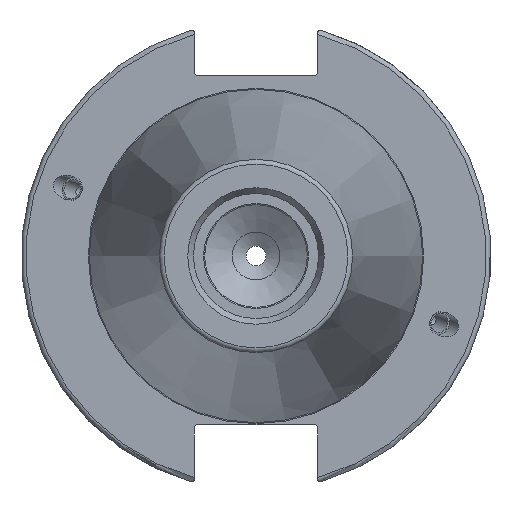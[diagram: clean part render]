
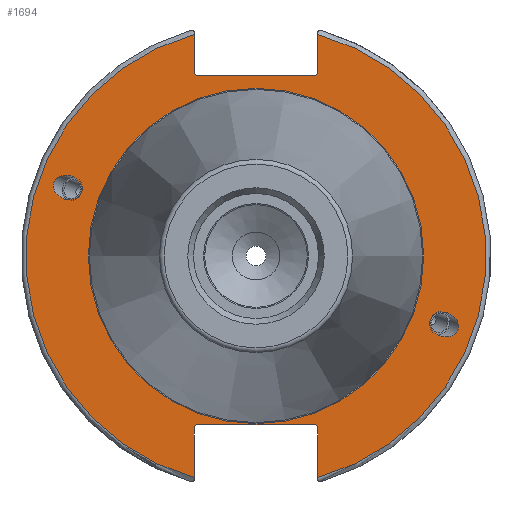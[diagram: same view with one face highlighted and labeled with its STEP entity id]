
A CAD part, left-side view. The second image highlights one B-rep face of the part: STEP entity #1694.
In plain terms, the highlighted planar face has unit normal (-1, 0, 0).
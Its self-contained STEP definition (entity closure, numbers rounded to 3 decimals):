
#31=ELLIPSE('',#1825,3.052,2.5);
#32=ELLIPSE('',#1864,3.052,2.5);
#147=LINE('',#3152,#242);
#148=LINE('',#3154,#243);
#149=LINE('',#3156,#244);
#150=LINE('',#3158,#245);
#151=LINE('',#3160,#246);
#152=LINE('',#3164,#247);
#153=LINE('',#3166,#248);
#154=LINE('',#3168,#249);
#155=LINE('',#3170,#250);
#156=LINE('',#3171,#251);
#242=VECTOR('',#2261,10.);
#243=VECTOR('',#2262,10.);
#244=VECTOR('',#2263,10.);
#245=VECTOR('',#2264,10.);
#246=VECTOR('',#2265,10.);
#247=VECTOR('',#2268,10.);
#248=VECTOR('',#2269,10.);
#249=VECTOR('',#2270,10.);
#250=VECTOR('',#2271,10.);
#251=VECTOR('',#2272,10.);
#318=FACE_BOUND('',#509,.T.);
#319=FACE_BOUND('',#510,.T.);
#320=FACE_BOUND('',#511,.T.);
#336=PLANE('',#1882);
#405=FACE_OUTER_BOUND('',#508,.T.);
#508=EDGE_LOOP('',(#1382,#1383,#1384,#1385,#1386,#1387,#1388,#1389,#1390,
#1391,#1392,#1393));
#509=EDGE_LOOP('',(#1394));
#510=EDGE_LOOP('',(#1395));
#511=EDGE_LOOP('',(#1396,#1397));
#632=CIRCLE('',#1878,35.125);
#633=CIRCLE('',#1879,35.125);
#636=CIRCLE('',#1883,48.213);
#637=CIRCLE('',#1884,48.213);
#736=VERTEX_POINT('',#2805);
#781=VERTEX_POINT('',#3112);
#790=VERTEX_POINT('',#3139);
#791=VERTEX_POINT('',#3141);
#793=VERTEX_POINT('',#3148);
#794=VERTEX_POINT('',#3149);
#795=VERTEX_POINT('',#3151);
#796=VERTEX_POINT('',#3153);
#797=VERTEX_POINT('',#3155);
#798=VERTEX_POINT('',#3157);
#799=VERTEX_POINT('',#3159);
#800=VERTEX_POINT('',#3161);
#801=VERTEX_POINT('',#3163);
#802=VERTEX_POINT('',#3165);
#803=VERTEX_POINT('',#3167);
#804=VERTEX_POINT('',#3169);
#937=EDGE_CURVE('',#736,#736,#31,.T.);
#995=EDGE_CURVE('',#781,#781,#32,.T.);
#1008=EDGE_CURVE('',#790,#791,#632,.T.);
#1009=EDGE_CURVE('',#791,#790,#633,.T.);
#1012=EDGE_CURVE('',#793,#794,#636,.T.);
#1013=EDGE_CURVE('',#793,#795,#147,.T.);
#1014=EDGE_CURVE('',#796,#795,#148,.T.);
#1015=EDGE_CURVE('',#796,#797,#149,.T.);
#1016=EDGE_CURVE('',#798,#797,#150,.T.);
#1017=EDGE_CURVE('',#798,#799,#151,.T.);
#1018=EDGE_CURVE('',#800,#799,#637,.T.);
#1019=EDGE_CURVE('',#800,#801,#152,.T.);
#1020=EDGE_CURVE('',#802,#801,#153,.T.);
#1021=EDGE_CURVE('',#802,#803,#154,.T.);
#1022=EDGE_CURVE('',#804,#803,#155,.T.);
#1023=EDGE_CURVE('',#804,#794,#156,.T.);
#1382=ORIENTED_EDGE('',*,*,#1012,.F.);
#1383=ORIENTED_EDGE('',*,*,#1013,.T.);
#1384=ORIENTED_EDGE('',*,*,#1014,.F.);
#1385=ORIENTED_EDGE('',*,*,#1015,.T.);
#1386=ORIENTED_EDGE('',*,*,#1016,.F.);
#1387=ORIENTED_EDGE('',*,*,#1017,.T.);
#1388=ORIENTED_EDGE('',*,*,#1018,.F.);
#1389=ORIENTED_EDGE('',*,*,#1019,.T.);
#1390=ORIENTED_EDGE('',*,*,#1020,.F.);
#1391=ORIENTED_EDGE('',*,*,#1021,.T.);
#1392=ORIENTED_EDGE('',*,*,#1022,.F.);
#1393=ORIENTED_EDGE('',*,*,#1023,.T.);
#1394=ORIENTED_EDGE('',*,*,#937,.T.);
#1395=ORIENTED_EDGE('',*,*,#995,.T.);
#1396=ORIENTED_EDGE('',*,*,#1009,.F.);
#1397=ORIENTED_EDGE('',*,*,#1008,.F.);
#1694=ADVANCED_FACE('',(#405,#318,#319,#320),#336,.T.);
#1825=AXIS2_PLACEMENT_3D('',#2807,#2123,#2124);
#1864=AXIS2_PLACEMENT_3D('',#3114,#2217,#2218);
#1878=AXIS2_PLACEMENT_3D('',#3142,#2249,#2250);
#1879=AXIS2_PLACEMENT_3D('',#3143,#2251,#2252);
#1882=AXIS2_PLACEMENT_3D('',#3147,#2257,#2258);
#1883=AXIS2_PLACEMENT_3D('',#3150,#2259,#2260);
#1884=AXIS2_PLACEMENT_3D('',#3162,#2266,#2267);
#2123=DIRECTION('center_axis',(1.,0.,0.));
#2124=DIRECTION('ref_axis',(0.,-0.94,-0.342));
#2217=DIRECTION('center_axis',(1.,0.,0.));
#2218=DIRECTION('ref_axis',(0.,0.94,0.342));
#2249=DIRECTION('center_axis',(-1.,0.,0.));
#2250=DIRECTION('ref_axis',(0.,-1.,0.));
#2251=DIRECTION('center_axis',(-1.,0.,0.));
#2252=DIRECTION('ref_axis',(0.,-1.,0.));
#2257=DIRECTION('center_axis',(-1.,0.,0.));
#2258=DIRECTION('ref_axis',(0.,0.,1.));
#2259=DIRECTION('center_axis',(1.,0.,0.));
#2260=DIRECTION('ref_axis',(0.,-1.,0.));
#2261=DIRECTION('',(0.,0.,-1.));
#2262=DIRECTION('',(0.,-0.707,0.707));
#2263=DIRECTION('',(0.,1.,0.));
#2264=DIRECTION('',(0.,-0.707,-0.707));
#2265=DIRECTION('',(0.,0.,1.));
#2266=DIRECTION('center_axis',(1.,0.,0.));
#2267=DIRECTION('ref_axis',(0.,1.,0.));
#2268=DIRECTION('',(0.,0.,1.));
#2269=DIRECTION('',(0.,0.707,-0.707));
#2270=DIRECTION('',(0.,-1.,0.));
#2271=DIRECTION('',(0.,0.707,0.707));
#2272=DIRECTION('',(0.,0.,-1.));
#2805=CARTESIAN_POINT('',(3.175,-36.599,-13.321));
#2807=CARTESIAN_POINT('Origin',(3.175,-39.467,-14.365));
#3112=CARTESIAN_POINT('',(3.175,36.599,13.321));
#3114=CARTESIAN_POINT('Origin',(3.175,39.467,14.365));
#3139=CARTESIAN_POINT('',(3.175,0.,35.125));
#3141=CARTESIAN_POINT('',(3.175,35.125,0.));
#3142=CARTESIAN_POINT('Origin',(3.175,0.,0.));
#3143=CARTESIAN_POINT('Origin',(3.175,0.,0.));
#3147=CARTESIAN_POINT('Origin',(3.175,49.213,0.));
#3148=CARTESIAN_POINT('',(3.175,-12.95,46.441));
#3149=CARTESIAN_POINT('',(3.175,-12.95,-46.441));
#3150=CARTESIAN_POINT('Origin',(3.175,0.,0.));
#3151=CARTESIAN_POINT('',(3.175,-12.95,38.219));
#3152=CARTESIAN_POINT('',(3.175,-12.95,18.86));
#3153=CARTESIAN_POINT('',(3.175,-12.45,37.719));
#3154=CARTESIAN_POINT('',(3.175,12.27,12.999));
#3155=CARTESIAN_POINT('',(3.175,12.45,37.719));
#3156=CARTESIAN_POINT('',(3.175,24.606,37.719));
#3157=CARTESIAN_POINT('',(3.175,12.95,38.219));
#3158=CARTESIAN_POINT('',(3.175,12.336,37.605));
#3159=CARTESIAN_POINT('',(3.175,12.95,46.441));
#3160=CARTESIAN_POINT('',(3.175,12.95,18.86));
#3161=CARTESIAN_POINT('',(3.175,12.95,-46.441));
#3162=CARTESIAN_POINT('Origin',(3.175,0.,0.));
#3163=CARTESIAN_POINT('',(3.175,12.95,-35.806));
#3164=CARTESIAN_POINT('',(3.175,12.95,-17.653));
#3165=CARTESIAN_POINT('',(3.175,12.45,-35.306));
#3166=CARTESIAN_POINT('',(3.175,12.939,-35.795));
#3167=CARTESIAN_POINT('',(3.175,-12.45,-35.306));
#3168=CARTESIAN_POINT('',(3.175,24.606,-35.306));
#3169=CARTESIAN_POINT('',(3.175,-12.95,-35.806));
#3170=CARTESIAN_POINT('',(3.175,11.667,-11.189));
#3171=CARTESIAN_POINT('',(3.175,-12.95,-17.653));
